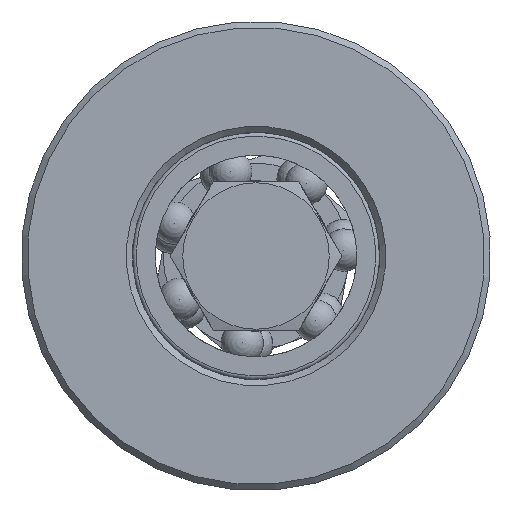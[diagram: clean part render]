
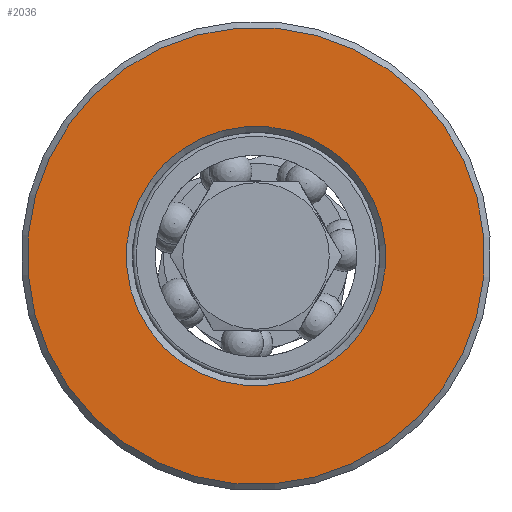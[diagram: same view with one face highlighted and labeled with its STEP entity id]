
A CAD part, left-side view. The second image highlights one B-rep face of the part: STEP entity #2036.
In plain terms, the highlighted planar face has unit normal (-1, 0, 0).
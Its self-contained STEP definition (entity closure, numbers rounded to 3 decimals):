
#164=FACE_BOUND('',#468,.T.);
#254=PLANE('',#2367);
#344=FACE_OUTER_BOUND('',#467,.T.);
#467=EDGE_LOOP('',(#1597));
#468=EDGE_LOOP('',(#1598));
#749=CIRCLE('',#2364,21.);
#752=CIRCLE('',#2368,37.);
#916=VERTEX_POINT('',#3445);
#919=VERTEX_POINT('',#3453);
#1167=EDGE_CURVE('',#916,#916,#749,.T.);
#1171=EDGE_CURVE('',#919,#919,#752,.T.);
#1597=ORIENTED_EDGE('',*,*,#1171,.F.);
#1598=ORIENTED_EDGE('',*,*,#1167,.F.);
#2036=ADVANCED_FACE('',(#344,#164),#254,.T.);
#2364=AXIS2_PLACEMENT_3D('',#3446,#2776,#2777);
#2367=AXIS2_PLACEMENT_3D('',#3452,#2783,#2784);
#2368=AXIS2_PLACEMENT_3D('',#3454,#2785,#2786);
#2776=DIRECTION('center_axis',(-1.,0.,0.));
#2777=DIRECTION('ref_axis',(0.,-1.,0.));
#2783=DIRECTION('center_axis',(-1.,0.,0.));
#2784=DIRECTION('ref_axis',(0.,0.,1.));
#2785=DIRECTION('center_axis',(1.,0.,0.));
#2786=DIRECTION('ref_axis',(0.,-1.,0.));
#3445=CARTESIAN_POINT('',(-22.,21.,0.));
#3446=CARTESIAN_POINT('Origin',(-22.,0.,0.));
#3452=CARTESIAN_POINT('Origin',(-22.,29.,0.));
#3453=CARTESIAN_POINT('',(-22.,37.,0.));
#3454=CARTESIAN_POINT('Origin',(-22.,0.,0.));
